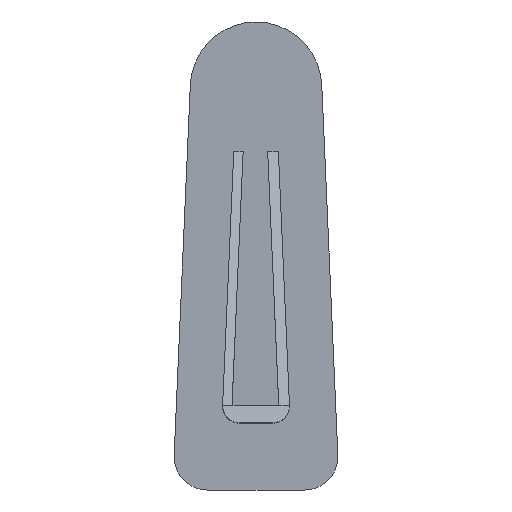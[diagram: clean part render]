
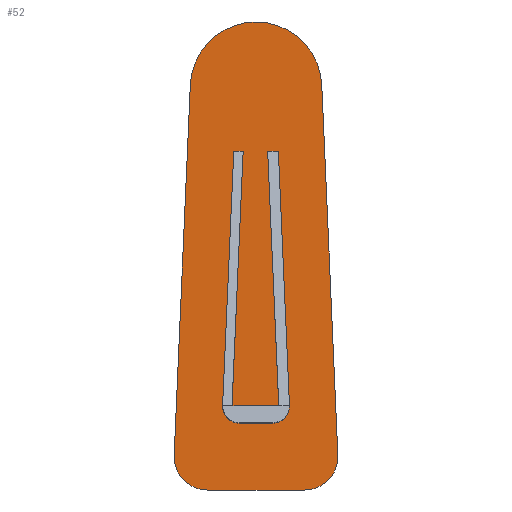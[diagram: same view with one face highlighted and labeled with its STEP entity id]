
A CAD part, top view. The second image highlights one B-rep face of the part: STEP entity #52.
In plain terms, the highlighted planar face has unit normal (0, 0, 1).
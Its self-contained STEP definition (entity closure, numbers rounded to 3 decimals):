
#52=ADVANCED_FACE('',(#115,#116),#117,.T.);
#115=FACE_OUTER_BOUND('',#187,.T.);
#116=FACE_BOUND('',#188,.T.);
#117=PLANE('',#189);
#187=EDGE_LOOP('',(#289,#290,#291,#292,#293,#294));
#188=EDGE_LOOP('',(#295,#296,#297,#298,#299,#300,#301,#302,#303,#304));
#189=AXIS2_PLACEMENT_3D('',#305,#306,#307);
#289=ORIENTED_EDGE('',*,*,#456,.F.);
#290=ORIENTED_EDGE('',*,*,#457,.F.);
#291=ORIENTED_EDGE('',*,*,#458,.F.);
#292=ORIENTED_EDGE('',*,*,#459,.F.);
#293=ORIENTED_EDGE('',*,*,#454,.F.);
#294=ORIENTED_EDGE('',*,*,#450,.F.);
#295=ORIENTED_EDGE('',*,*,#460,.T.);
#296=ORIENTED_EDGE('',*,*,#461,.T.);
#297=ORIENTED_EDGE('',*,*,#462,.F.);
#298=ORIENTED_EDGE('',*,*,#463,.T.);
#299=ORIENTED_EDGE('',*,*,#464,.T.);
#300=ORIENTED_EDGE('',*,*,#465,.T.);
#301=ORIENTED_EDGE('',*,*,#466,.T.);
#302=ORIENTED_EDGE('',*,*,#467,.T.);
#303=ORIENTED_EDGE('',*,*,#468,.T.);
#304=ORIENTED_EDGE('',*,*,#469,.T.);
#305=CARTESIAN_POINT('',(2.45,0.,1.));
#306=DIRECTION('',(0.0,0.0,1.0));
#307=DIRECTION('',(0.0,-1.0,0.0));
#450=EDGE_CURVE('',#523,#525,#526,.T.);
#454=EDGE_CURVE('',#525,#529,#531,.T.);
#456=EDGE_CURVE('',#533,#523,#534,.T.);
#457=EDGE_CURVE('',#535,#533,#536,.T.);
#458=EDGE_CURVE('',#537,#535,#538,.T.);
#459=EDGE_CURVE('',#529,#537,#539,.T.);
#460=EDGE_CURVE('',#540,#541,#542,.T.);
#461=EDGE_CURVE('',#541,#543,#544,.T.);
#462=EDGE_CURVE('',#545,#543,#546,.T.);
#463=EDGE_CURVE('',#545,#547,#548,.T.);
#464=EDGE_CURVE('',#547,#549,#550,.T.);
#465=EDGE_CURVE('',#549,#551,#552,.T.);
#466=EDGE_CURVE('',#551,#553,#554,.T.);
#467=EDGE_CURVE('',#553,#555,#556,.T.);
#468=EDGE_CURVE('',#555,#557,#558,.T.);
#469=EDGE_CURVE('',#557,#540,#559,.T.);
#523=VERTEX_POINT('',#626);
#525=VERTEX_POINT('',#628);
#526=LINE('',#629,#630);
#529=VERTEX_POINT('',#633);
#531=CIRCLE('',#635,1.0);
#533=VERTEX_POINT('',#637);
#534=CIRCLE('',#638,1.967);
#535=VERTEX_POINT('',#639);
#536=LINE('',#640,#641);
#537=VERTEX_POINT('',#642);
#538=CIRCLE('',#643,1.0);
#539=LINE('',#644,#645);
#540=VERTEX_POINT('',#646);
#541=VERTEX_POINT('',#647);
#542=LINE('',#648,#649);
#543=VERTEX_POINT('',#650);
#544=CIRCLE('',#651,0.5);
#545=VERTEX_POINT('',#652);
#546=LINE('',#653,#654);
#547=VERTEX_POINT('',#655);
#548=CIRCLE('',#656,0.5);
#549=VERTEX_POINT('',#657);
#550=LINE('',#658,#659);
#551=VERTEX_POINT('',#660);
#552=LINE('',#661,#662);
#553=VERTEX_POINT('',#663);
#554=LINE('',#664,#665);
#555=VERTEX_POINT('',#666);
#556=LINE('',#667,#668);
#557=VERTEX_POINT('',#669);
#558=LINE('',#670,#671);
#559=LINE('',#672,#673);
#626=CARTESIAN_POINT('',(4.416,12.118,1.));
#628=CARTESIAN_POINT('',(4.898,1.044,1.));
#629=CARTESIAN_POINT('',(4.416,12.118,1.));
#630=VECTOR('',#756,1.0);
#633=CARTESIAN_POINT('',(3.899,0.,1.));
#635=AXIS2_PLACEMENT_3D('',#763,#764,#765);
#637=CARTESIAN_POINT('',(0.484,12.119,1.));
#638=AXIS2_PLACEMENT_3D('',#766,#767,#768);
#639=CARTESIAN_POINT('',(0.0,1.044,1.));
#640=CARTESIAN_POINT('',(0.,1.044,1.));
#641=VECTOR('',#769,1.0);
#642=CARTESIAN_POINT('',(0.999,0.,1.));
#643=AXIS2_PLACEMENT_3D('',#770,#771,#772);
#644=CARTESIAN_POINT('',(3.899,0.,1.));
#645=VECTOR('',#773,1.0);
#646=CARTESIAN_POINT('',(3.118,10.128,1.));
#647=CARTESIAN_POINT('',(3.45,2.5,1.));
#648=CARTESIAN_POINT('',(3.118,10.128,1.));
#649=VECTOR('',#774,1.0);
#650=CARTESIAN_POINT('',(2.95,2.,1.));
#651=AXIS2_PLACEMENT_3D('',#775,#776,#777);
#652=CARTESIAN_POINT('',(1.95,2.,1.));
#653=CARTESIAN_POINT('',(1.95,2.,1.));
#654=VECTOR('',#778,1.0);
#655=CARTESIAN_POINT('',(1.45,2.5,1.));
#656=AXIS2_PLACEMENT_3D('',#779,#780,#781);
#657=CARTESIAN_POINT('',(1.784,10.128,1.));
#658=CARTESIAN_POINT('',(1.45,2.5,1.));
#659=VECTOR('',#782,1.0);
#660=CARTESIAN_POINT('',(2.064,10.128,1.));
#661=CARTESIAN_POINT('',(1.784,10.128,1.));
#662=VECTOR('',#783,1.0);
#663=CARTESIAN_POINT('',(1.73,2.5,1.));
#664=CARTESIAN_POINT('',(2.064,10.128,1.));
#665=VECTOR('',#784,1.0);
#666=CARTESIAN_POINT('',(3.13,2.5,1.));
#667=CARTESIAN_POINT('',(1.73,2.5,1.));
#668=VECTOR('',#785,1.0);
#669=CARTESIAN_POINT('',(2.798,10.128,1.));
#670=CARTESIAN_POINT('',(3.13,2.5,1.));
#671=VECTOR('',#786,1.0);
#672=CARTESIAN_POINT('',(2.798,10.128,1.));
#673=VECTOR('',#787,1.0);
#756=DIRECTION('',(0.044,-0.999,0.0));
#763=CARTESIAN_POINT('',(3.899,1.,1.));
#764=DIRECTION('',(0.0,0.0,-1.0));
#765=DIRECTION('',(0.999,0.044,0.0));
#766=CARTESIAN_POINT('',(2.45,12.033,1.));
#767=DIRECTION('',(0.0,0.0,-1.0));
#768=DIRECTION('',(-0.999,0.044,0.0));
#769=DIRECTION('',(0.044,0.999,0.0));
#770=CARTESIAN_POINT('',(0.999,1.,1.));
#771=DIRECTION('',(0.0,0.0,-1.0));
#772=DIRECTION('',(0.0,-1.0,0.0));
#773=DIRECTION('',(-1.0,0.0,0.0));
#774=DIRECTION('',(0.044,-0.999,0.0));
#775=CARTESIAN_POINT('',(2.95,2.5,1.));
#776=DIRECTION('',(0.0,0.0,-1.0));
#777=DIRECTION('',(1.0,0.0,0.0));
#778=DIRECTION('',(1.0,0.0,0.0));
#779=CARTESIAN_POINT('',(1.95,2.5,1.));
#780=DIRECTION('',(0.0,0.0,-1.0));
#781=DIRECTION('',(0.0,-1.0,0.0));
#782=DIRECTION('',(0.044,0.999,0.0));
#783=DIRECTION('',(1.0,0.0,0.0));
#784=DIRECTION('',(-0.044,-0.999,-0.0));
#785=DIRECTION('',(1.0,0.0,0.0));
#786=DIRECTION('',(-0.044,0.999,0.0));
#787=DIRECTION('',(1.0,0.0,0.0));
